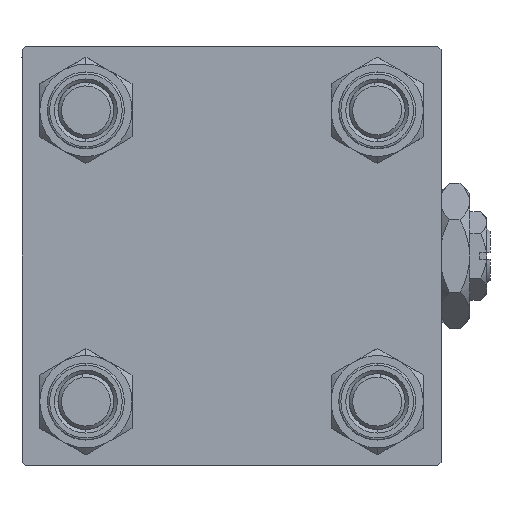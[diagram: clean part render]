
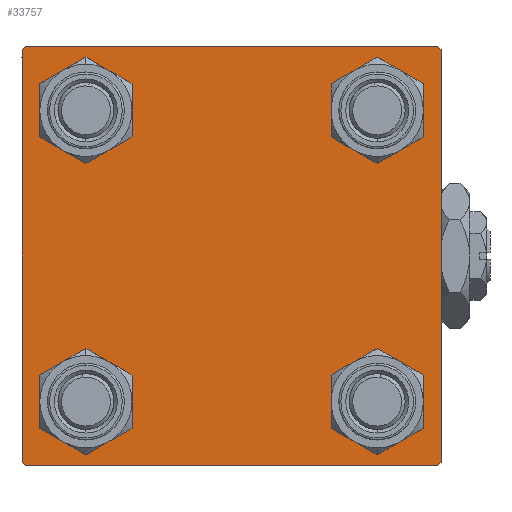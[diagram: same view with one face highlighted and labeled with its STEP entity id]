
A CAD part, left-side view. The second image highlights one B-rep face of the part: STEP entity #33757.
In plain terms, the highlighted planar face has unit normal (-1, 0, 0).
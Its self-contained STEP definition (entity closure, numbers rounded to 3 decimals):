
#121 = VECTOR ( 'NONE', #29276, 1000. ) ;
#128 = FACE_BOUND ( 'NONE', #27592, .T. ) ;
#247 = DIRECTION ( 'NONE',  ( 0., 0., 1. ) ) ;
#385 = FACE_BOUND ( 'NONE', #49065, .T. ) ;
#767 = ORIENTED_EDGE ( 'NONE', *, *, #46017, .T. ) ;
#1697 = CARTESIAN_POINT ( 'NONE',  ( 0., -29.5, -30. ) ) ;
#2074 = DIRECTION ( 'NONE',  ( 0., 0., 1. ) ) ;
#2083 = EDGE_CURVE ( 'NONE', #26320, #6800, #7429, .T. ) ;
#2809 = VERTEX_POINT ( 'NONE', #47288 ) ;
#2900 = DIRECTION ( 'NONE',  ( 0., 0., 1. ) ) ;
#3169 = DIRECTION ( 'NONE',  ( 1., 0., 0. ) ) ;
#4143 = FACE_BOUND ( 'NONE', #4626, .T. ) ;
#4435 = DIRECTION ( 'NONE',  ( 0., 0., -1. ) ) ;
#4579 = CIRCLE ( 'NONE', #37121, 4.5 ) ;
#4626 = EDGE_LOOP ( 'NONE', ( #18493, #15607 ) ) ;
#4771 = CARTESIAN_POINT ( 'NONE',  ( 0., 20.85, -16.35 ) ) ;
#5332 = DIRECTION ( 'NONE',  ( 1., 0., 0. ) ) ;
#5513 = EDGE_CURVE ( 'NONE', #2809, #47232, #22479, .T. ) ;
#5725 = CARTESIAN_POINT ( 'NONE',  ( 0., 20.85, 25.35 ) ) ;
#6561 = ORIENTED_EDGE ( 'NONE', *, *, #44350, .T. ) ;
#6800 = VERTEX_POINT ( 'NONE', #35538 ) ;
#7429 = CIRCLE ( 'NONE', #33971, 4.5 ) ;
#8703 = CIRCLE ( 'NONE', #44728, 4.5 ) ;
#9096 = VECTOR ( 'NONE', #39143, 1000. ) ;
#10032 = CARTESIAN_POINT ( 'NONE',  ( 0., 30., 30. ) ) ;
#10545 = DIRECTION ( 'NONE',  ( 0., 0., 1. ) ) ;
#11145 = CARTESIAN_POINT ( 'NONE',  ( 0., -29.75, 29.75 ) ) ;
#11162 = EDGE_LOOP ( 'NONE', ( #16645, #50597 ) ) ;
#11423 = CIRCLE ( 'NONE', #33565, 4.5 ) ;
#11924 = ORIENTED_EDGE ( 'NONE', *, *, #47446, .T. ) ;
#12331 = VERTEX_POINT ( 'NONE', #44464 ) ;
#13224 = CARTESIAN_POINT ( 'NONE',  ( 0., 30., -30. ) ) ;
#13624 = VECTOR ( 'NONE', #21951, 1000. ) ;
#15607 = ORIENTED_EDGE ( 'NONE', *, *, #2083, .T. ) ;
#15674 = VECTOR ( 'NONE', #26373, 1000. ) ;
#16120 = CARTESIAN_POINT ( 'NONE',  ( 0., 20.85, 16.35 ) ) ;
#16195 = CARTESIAN_POINT ( 'NONE',  ( 0., -20.85, 16.35 ) ) ;
#16466 = DIRECTION ( 'NONE',  ( 0., 0., 1. ) ) ;
#16518 = VECTOR ( 'NONE', #4435, 1000. ) ;
#16645 = ORIENTED_EDGE ( 'NONE', *, *, #20988, .T. ) ;
#16783 = EDGE_CURVE ( 'NONE', #46372, #46132, #50718, .T. ) ;
#17116 = VERTEX_POINT ( 'NONE', #5725 ) ;
#17219 = DIRECTION ( 'NONE',  ( 1., 0., 0. ) ) ;
#17263 = ORIENTED_EDGE ( 'NONE', *, *, #5513, .F. ) ;
#17899 = CARTESIAN_POINT ( 'NONE',  ( 0., -20.85, 20.85 ) ) ;
#18493 = ORIENTED_EDGE ( 'NONE', *, *, #47698, .T. ) ;
#18684 = EDGE_CURVE ( 'NONE', #34542, #26018, #28802, .T. ) ;
#18824 = ORIENTED_EDGE ( 'NONE', *, *, #24628, .T. ) ;
#19347 = EDGE_CURVE ( 'NONE', #30169, #38267, #22620, .T. ) ;
#19537 = ORIENTED_EDGE ( 'NONE', *, *, #18684, .T. ) ;
#20236 = EDGE_LOOP ( 'NONE', ( #19537, #44124, #18824, #767, #17263, #35271, #37673, #44496 ) ) ;
#20988 = EDGE_CURVE ( 'NONE', #46132, #46372, #11423, .T. ) ;
#21560 = AXIS2_PLACEMENT_3D ( 'NONE', #44404, #48712, #52762 ) ;
#21940 = CARTESIAN_POINT ( 'NONE',  ( 0., 20.85, 20.85 ) ) ;
#21951 = DIRECTION ( 'NONE',  ( 0., 0., -1. ) ) ;
#22255 = CARTESIAN_POINT ( 'NONE',  ( 0., 29.75, 29.75 ) ) ;
#22479 = LINE ( 'NONE', #38850, #13624 ) ;
#22620 = LINE ( 'NONE', #10032, #15674 ) ;
#22797 = VECTOR ( 'NONE', #39812, 1000. ) ;
#22864 = CARTESIAN_POINT ( 'NONE',  ( 0., -20.85, 20.85 ) ) ;
#23982 = FACE_OUTER_BOUND ( 'NONE', #20236, .T. ) ;
#24628 = EDGE_CURVE ( 'NONE', #35833, #39097, #41660, .T. ) ;
#26013 = VERTEX_POINT ( 'NONE', #16120 ) ;
#26018 = VERTEX_POINT ( 'NONE', #42327 ) ;
#26320 = VERTEX_POINT ( 'NONE', #16195 ) ;
#26373 = DIRECTION ( 'NONE',  ( 0., -1., 0. ) ) ;
#27592 = EDGE_LOOP ( 'NONE', ( #11924, #6561 ) ) ;
#28373 = CIRCLE ( 'NONE', #48996, 4.5 ) ;
#28517 = CARTESIAN_POINT ( 'NONE',  ( 0., 29.75, -29.75 ) ) ;
#28802 = LINE ( 'NONE', #31582, #16518 ) ;
#29240 = AXIS2_PLACEMENT_3D ( 'NONE', #52220, #31761, #43597 ) ;
#29243 = AXIS2_PLACEMENT_3D ( 'NONE', #33561, #17219, #49982 ) ;
#29276 = DIRECTION ( 'NONE',  ( 0., -0.707, 0.707 ) ) ;
#29550 = DIRECTION ( 'NONE',  ( 0., -1., 0. ) ) ;
#29947 = DIRECTION ( 'NONE',  ( 1., 0., 0. ) ) ;
#29978 = DIRECTION ( 'NONE',  ( 0., 0., 1. ) ) ;
#30040 = VERTEX_POINT ( 'NONE', #4771 ) ;
#30169 = VERTEX_POINT ( 'NONE', #31519 ) ;
#31114 = VECTOR ( 'NONE', #31493, 1000. ) ;
#31440 = EDGE_CURVE ( 'NONE', #26018, #35833, #52202, .T. ) ;
#31493 = DIRECTION ( 'NONE',  ( 0., 0.707, 0.707 ) ) ;
#31519 = CARTESIAN_POINT ( 'NONE',  ( 0., 29.5, 30. ) ) ;
#31582 = CARTESIAN_POINT ( 'NONE',  ( 0., 30., 30. ) ) ;
#31761 = DIRECTION ( 'NONE',  ( 1., 0., 0. ) ) ;
#31950 = EDGE_CURVE ( 'NONE', #30169, #34542, #34063, .T. ) ;
#32132 = CARTESIAN_POINT ( 'NONE',  ( 0., -20.85, -20.85 ) ) ;
#32552 = FACE_BOUND ( 'NONE', #11162, .T. ) ;
#33070 = DIRECTION ( 'NONE',  ( -1., 0., 0. ) ) ;
#33561 = CARTESIAN_POINT ( 'NONE',  ( 0., 20.85, 20.85 ) ) ;
#33565 = AXIS2_PLACEMENT_3D ( 'NONE', #32132, #36973, #247 ) ;
#33757 = ADVANCED_FACE ( 'NONE', ( #4143, #32552, #128, #385, #23982 ), #40354, .T. ) ;
#33971 = AXIS2_PLACEMENT_3D ( 'NONE', #17899, #29947, #2074 ) ;
#34063 = LINE ( 'NONE', #22255, #9096 ) ;
#34176 = CARTESIAN_POINT ( 'NONE',  ( 0., -29.5, 30. ) ) ;
#34542 = VERTEX_POINT ( 'NONE', #47633 ) ;
#34666 = DIRECTION ( 'NONE',  ( 1., 0., 0. ) ) ;
#34856 = AXIS2_PLACEMENT_3D ( 'NONE', #41150, #33070, #16466 ) ;
#35271 = ORIENTED_EDGE ( 'NONE', *, *, #51999, .T. ) ;
#35389 = CARTESIAN_POINT ( 'NONE',  ( 0., 29.5, -30. ) ) ;
#35538 = CARTESIAN_POINT ( 'NONE',  ( 0., -20.85, 25.35 ) ) ;
#35833 = VERTEX_POINT ( 'NONE', #35389 ) ;
#36973 = DIRECTION ( 'NONE',  ( 1., 0., 0. ) ) ;
#37121 = AXIS2_PLACEMENT_3D ( 'NONE', #21940, #5332, #29978 ) ;
#37619 = LINE ( 'NONE', #41918, #121 ) ;
#37673 = ORIENTED_EDGE ( 'NONE', *, *, #19347, .F. ) ;
#38267 = VERTEX_POINT ( 'NONE', #34176 ) ;
#38850 = CARTESIAN_POINT ( 'NONE',  ( 0., -30., 30. ) ) ;
#39060 = CARTESIAN_POINT ( 'NONE',  ( 0., -20.85, -25.35 ) ) ;
#39097 = VERTEX_POINT ( 'NONE', #1697 ) ;
#39143 = DIRECTION ( 'NONE',  ( 0., 0.707, -0.707 ) ) ;
#39638 = CARTESIAN_POINT ( 'NONE',  ( 0., 20.85, -20.85 ) ) ;
#39812 = DIRECTION ( 'NONE',  ( 0., -0.707, -0.707 ) ) ;
#40354 = PLANE ( 'NONE',  #34856 ) ;
#41150 = CARTESIAN_POINT ( 'NONE',  ( 0., 0., 0. ) ) ;
#41232 = CARTESIAN_POINT ( 'NONE',  ( 0., -30., -29.5 ) ) ;
#41660 = LINE ( 'NONE', #13224, #44008 ) ;
#41918 = CARTESIAN_POINT ( 'NONE',  ( 0., -29.75, -29.75 ) ) ;
#42327 = CARTESIAN_POINT ( 'NONE',  ( 0., 30., -29.5 ) ) ;
#42525 = ORIENTED_EDGE ( 'NONE', *, *, #50933, .T. ) ;
#43597 = DIRECTION ( 'NONE',  ( 0., 0., 1. ) ) ;
#44008 = VECTOR ( 'NONE', #29550, 1000. ) ;
#44124 = ORIENTED_EDGE ( 'NONE', *, *, #31440, .T. ) ;
#44350 = EDGE_CURVE ( 'NONE', #12331, #30040, #8703, .T. ) ;
#44404 = CARTESIAN_POINT ( 'NONE',  ( 0., -20.85, -20.85 ) ) ;
#44464 = CARTESIAN_POINT ( 'NONE',  ( 0., 20.85, -25.35 ) ) ;
#44496 = ORIENTED_EDGE ( 'NONE', *, *, #31950, .T. ) ;
#44503 = CARTESIAN_POINT ( 'NONE',  ( 0., -20.85, -16.35 ) ) ;
#44726 = EDGE_CURVE ( 'NONE', #26013, #17116, #52459, .T. ) ;
#44728 = AXIS2_PLACEMENT_3D ( 'NONE', #39638, #3169, #2900 ) ;
#46017 = EDGE_CURVE ( 'NONE', #39097, #47232, #37619, .T. ) ;
#46132 = VERTEX_POINT ( 'NONE', #44503 ) ;
#46372 = VERTEX_POINT ( 'NONE', #39060 ) ;
#46751 = ORIENTED_EDGE ( 'NONE', *, *, #44726, .T. ) ;
#47232 = VERTEX_POINT ( 'NONE', #41232 ) ;
#47288 = CARTESIAN_POINT ( 'NONE',  ( 0., -30., 29.5 ) ) ;
#47446 = EDGE_CURVE ( 'NONE', #30040, #12331, #52458, .T. ) ;
#47633 = CARTESIAN_POINT ( 'NONE',  ( 0., 30., 29.5 ) ) ;
#47698 = EDGE_CURVE ( 'NONE', #6800, #26320, #28373, .T. ) ;
#48712 = DIRECTION ( 'NONE',  ( 1., 0., 0. ) ) ;
#48996 = AXIS2_PLACEMENT_3D ( 'NONE', #22864, #34666, #10545 ) ;
#49065 = EDGE_LOOP ( 'NONE', ( #42525, #46751 ) ) ;
#49982 = DIRECTION ( 'NONE',  ( 0., 0., 1. ) ) ;
#50597 = ORIENTED_EDGE ( 'NONE', *, *, #16783, .T. ) ;
#50718 = CIRCLE ( 'NONE', #21560, 4.5 ) ;
#50933 = EDGE_CURVE ( 'NONE', #17116, #26013, #4579, .T. ) ;
#51957 = LINE ( 'NONE', #11145, #31114 ) ;
#51999 = EDGE_CURVE ( 'NONE', #2809, #38267, #51957, .T. ) ;
#52202 = LINE ( 'NONE', #28517, #22797 ) ;
#52220 = CARTESIAN_POINT ( 'NONE',  ( 0., 20.85, -20.85 ) ) ;
#52458 = CIRCLE ( 'NONE', #29240, 4.5 ) ;
#52459 = CIRCLE ( 'NONE', #29243, 4.5 ) ;
#52762 = DIRECTION ( 'NONE',  ( 0., 0., 1. ) ) ;
